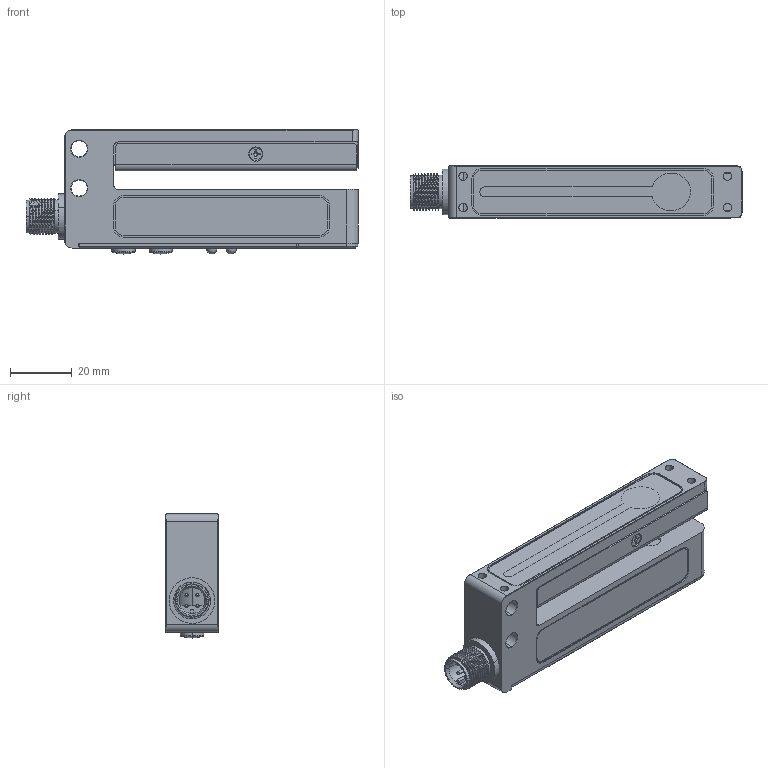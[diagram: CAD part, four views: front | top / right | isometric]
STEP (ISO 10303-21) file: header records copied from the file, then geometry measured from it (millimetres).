
FILE_DESCRIPTION (( 'STEP AP214' ), '1' );
FILE_NAME ('CLS-2xC.STEP', '2022-01-07T13:33:58', ( 'USER' ), ( '' ), 'SwSTEP 2.0', 'SolidWorks 2021', '' );
FILE_SCHEMA (( 'AUTOMOTIVE_DESIGN' ));
Length unit declared in the file: inch
Products named in the file (1): CLS-2xC
Bounding box: 107.39 x 16.86 x 40.14 mm (x, y, z)
Surface area: 22774.4 mm2 (no closed solid volume)
Topology: 0 solids, 53 shells, 390 faces, 1639 edges, 1288 vertices
Faces by surface type: plane 198, cylinder 112, cone 54, sphere 16, bspline 6, torus 4
Entity records: 25724 total; most frequent: CARTESIAN_POINT 8068, ORIENTED_EDGE 2422, DIRECTION 2329, EDGE_CURVE 1619, VERTEX_POINT 1280, VECTOR 925, LINE 925, AXIS2_PLACEMENT_3D 702
